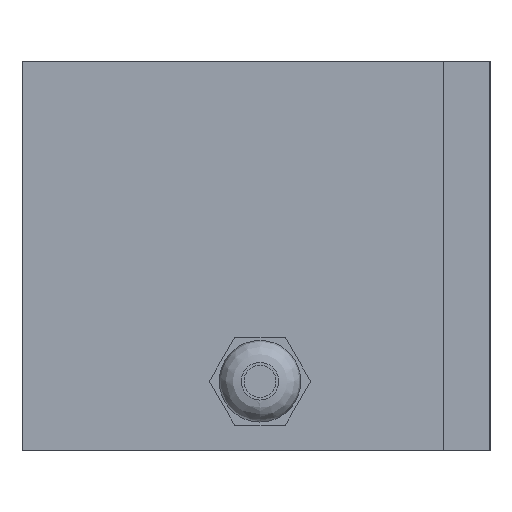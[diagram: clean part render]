
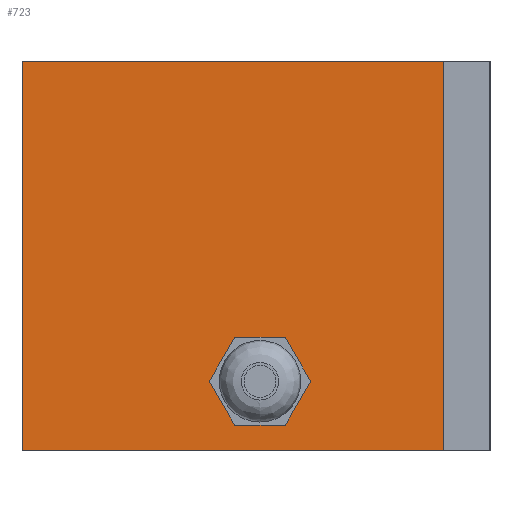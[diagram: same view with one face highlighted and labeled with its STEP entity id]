
A CAD part, left-side view. The second image highlights one B-rep face of the part: STEP entity #723.
In plain terms, the highlighted planar face has unit normal (-1, 0, 0).
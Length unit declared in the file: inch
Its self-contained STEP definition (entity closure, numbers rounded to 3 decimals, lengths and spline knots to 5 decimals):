
#40=FACE_BOUND('',#161,.T.);
#70=PLANE('',#797);
#111=FACE_OUTER_BOUND('',#160,.T.);
#160=EDGE_LOOP('',(#662,#663,#664,#665));
#161=EDGE_LOOP('',(#666,#667));
#216=LINE('',#1310,#286);
#221=LINE('',#1456,#291);
#233=LINE('',#1478,#303);
#234=LINE('',#1480,#304);
#286=VECTOR('',#952,0.3937);
#291=VECTOR('',#961,0.3937);
#303=VECTOR('',#983,0.3937);
#304=VECTOR('',#986,0.3937);
#317=CIRCLE('',#779,0.19685);
#318=CIRCLE('',#780,0.19685);
#361=VERTEX_POINT('',#1136);
#362=VERTEX_POINT('',#1137);
#378=VERTEX_POINT('',#1307);
#379=VERTEX_POINT('',#1309);
#383=VERTEX_POINT('',#1453);
#384=VERTEX_POINT('',#1455);
#443=EDGE_CURVE('',#361,#362,#317,.T.);
#444=EDGE_CURVE('',#362,#361,#318,.T.);
#464=EDGE_CURVE('',#378,#379,#216,.T.);
#472=EDGE_CURVE('',#383,#384,#221,.T.);
#484=EDGE_CURVE('',#378,#384,#233,.T.);
#485=EDGE_CURVE('',#379,#383,#234,.T.);
#662=ORIENTED_EDGE('',*,*,#484,.T.);
#663=ORIENTED_EDGE('',*,*,#472,.F.);
#664=ORIENTED_EDGE('',*,*,#485,.F.);
#665=ORIENTED_EDGE('',*,*,#464,.F.);
#666=ORIENTED_EDGE('',*,*,#443,.T.);
#667=ORIENTED_EDGE('',*,*,#444,.T.);
#723=ADVANCED_FACE('',(#111,#40),#70,.T.);
#779=AXIS2_PLACEMENT_3D('',#1138,#920,#921);
#780=AXIS2_PLACEMENT_3D('',#1139,#922,#923);
#797=AXIS2_PLACEMENT_3D('',#1479,#984,#985);
#920=DIRECTION('center_axis',(1.,0.,0.));
#921=DIRECTION('ref_axis',(0.,-1.,0.));
#922=DIRECTION('center_axis',(1.,0.,0.));
#923=DIRECTION('ref_axis',(0.,-1.,0.));
#952=DIRECTION('',(0.,1.,0.));
#961=DIRECTION('',(0.,-1.,0.));
#983=DIRECTION('',(0.,0.,1.));
#984=DIRECTION('center_axis',(-1.,0.,0.));
#985=DIRECTION('ref_axis',(0.,-1.,0.));
#986=DIRECTION('',(0.,0.,1.));
#1136=CARTESIAN_POINT('',(-5.125,1.24803,-0.78693));
#1137=CARTESIAN_POINT('',(-5.125,1.64173,-0.78693));
#1138=CARTESIAN_POINT('Origin',(-5.125,1.44488,-0.78693));
#1139=CARTESIAN_POINT('Origin',(-5.125,1.44488,-0.78693));
#1307=CARTESIAN_POINT('',(-5.125,0.29,-1.22));
#1309=CARTESIAN_POINT('',(-5.125,2.94,-1.22));
#1310=CARTESIAN_POINT('',(-5.125,2.94,-1.22));
#1453=CARTESIAN_POINT('',(-5.125,2.94,1.22));
#1455=CARTESIAN_POINT('',(-5.125,0.29,1.22));
#1456=CARTESIAN_POINT('',(-5.125,2.94,1.22));
#1478=CARTESIAN_POINT('',(-5.125,0.29,0.));
#1479=CARTESIAN_POINT('Origin',(-5.125,2.94,0.));
#1480=CARTESIAN_POINT('',(-5.125,2.94,0.));
